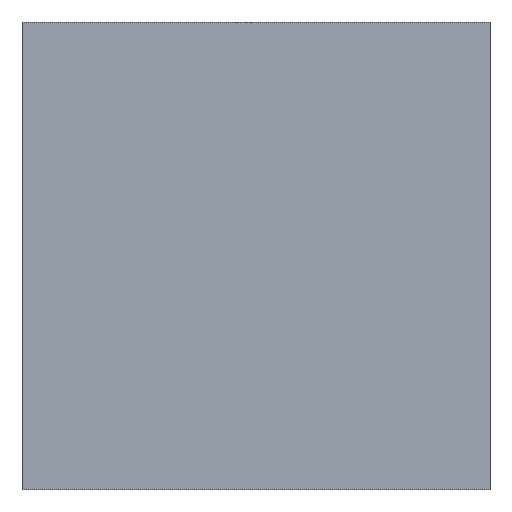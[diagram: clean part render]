
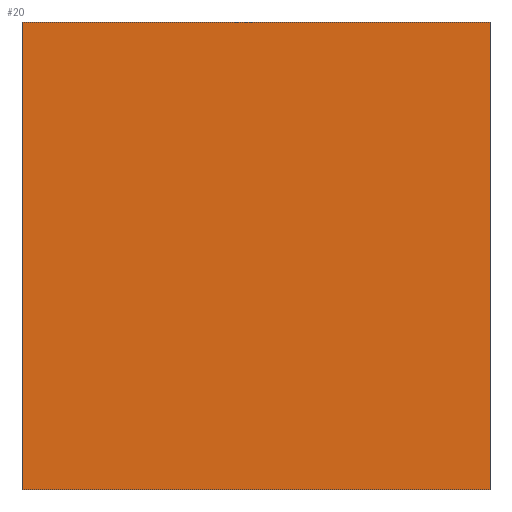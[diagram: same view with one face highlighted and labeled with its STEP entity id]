
A CAD part, top view. The second image highlights one B-rep face of the part: STEP entity #20.
In plain terms, the highlighted planar face has unit normal (0, 0, 1).
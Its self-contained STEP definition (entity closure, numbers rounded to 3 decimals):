
#20=ADVANCED_FACE('', (#30), #40, .T.);
#90=AXIS2_PLACEMENT_3D('Ax2Pl3d', #100, #110, #120);
#100=CARTESIAN_POINT('HicPkt', (12.7,12.7,76.2));
#210=CARTESIAN_POINT('', (25.4,0.,76.2));
#220=CARTESIAN_POINT('', (0.,0.,76.2));
#230=CARTESIAN_POINT('', (25.4,0.,76.2));
#240=CARTESIAN_POINT('', (25.4,25.4,76.2));
#250=CARTESIAN_POINT('', (25.4,25.4,76.2));
#260=CARTESIAN_POINT('', (0.,25.4,76.2));
#270=CARTESIAN_POINT('', (0.,25.4,76.2));
#280=CARTESIAN_POINT('', (0.,0.,76.2));
#110=DIRECTION('Axis', (0.,0.,1.));
#120=DIRECTION('RefDirection', (1.,0.,0.));
#470=DIRECTION('', (1.,0.,0.));
#480=DIRECTION('', (0.,1.,0.));
#490=DIRECTION('', (-1.,0.,0.));
#500=DIRECTION('', (0.,-1.,0.));
#510=EDGE_CURVE('', #520, #530, #540, .T.);
#550=EDGE_CURVE('', #530, #560, #570, .T.);
#580=EDGE_CURVE('', #560, #590, #600, .T.);
#610=EDGE_CURVE('', #590, #520, #620, .T.);
#630=EDGE_LOOP('Edge_loop', (#640,#650,#660,#670));
#30=FACE_OUTER_BOUND('Face_outer_bound', #630, .T.);
#540=LINE('Line', #210, #910);
#570=LINE('Line', #240, #920);
#600=LINE('Line', #260, #930);
#620=LINE('Line', #280, #940);
#640=ORIENTED_EDGE('', *, *, #510, .T.);
#650=ORIENTED_EDGE('', *, *, #550, .T.);
#660=ORIENTED_EDGE('', *, *, #580, .T.);
#670=ORIENTED_EDGE('', *, *, #610, .T.);
#40=PLANE('Plane', #90);
#910=VECTOR('', #470, 25.4);
#920=VECTOR('', #480, 25.4);
#930=VECTOR('', #490, 25.4);
#940=VECTOR('', #500, 25.4);
#520=VERTEX_POINT('', #220);
#530=VERTEX_POINT('', #230);
#560=VERTEX_POINT('', #250);
#590=VERTEX_POINT('', #270);
